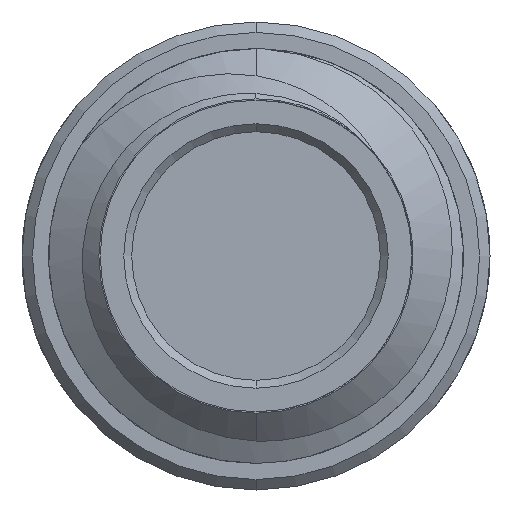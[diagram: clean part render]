
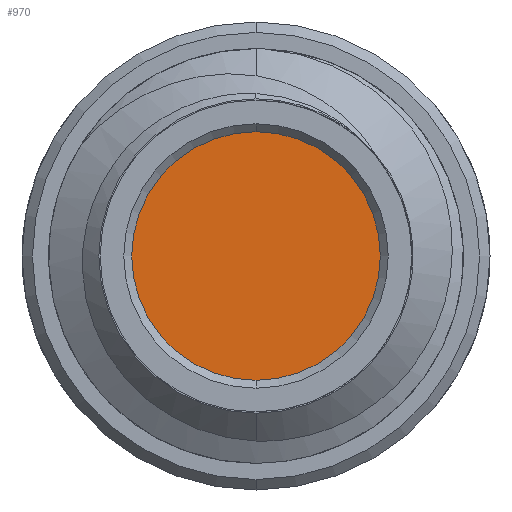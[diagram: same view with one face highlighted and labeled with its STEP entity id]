
A CAD part, front view. The second image highlights one B-rep face of the part: STEP entity #970.
In plain terms, the highlighted planar face has unit normal (0, -1, 0).
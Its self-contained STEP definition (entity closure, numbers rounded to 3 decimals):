
#66 = AXIS2_PLACEMENT_3D ( 'NONE', #1685, #2844, #1182 ) ;
#123 = AXIS2_PLACEMENT_3D ( 'NONE', #1836, #2800, #2085 ) ;
#337 = CIRCLE ( 'NONE', #1398, 1.195 ) ;
#621 = DIRECTION ( 'NONE',  ( 0., 0., 1. ) ) ;
#677 = FACE_OUTER_BOUND ( 'NONE', #1254, .T. ) ;
#956 = ORIENTED_EDGE ( 'NONE', *, *, #3042, .F. ) ;
#970 = ADVANCED_FACE ( 'NONE', ( #677 ), #1087, .T. ) ;
#1087 = PLANE ( 'NONE',  #123 ) ;
#1182 = DIRECTION ( 'NONE',  ( 0., 0., 1. ) ) ;
#1254 = EDGE_LOOP ( 'NONE', ( #956, #1266 ) ) ;
#1266 = ORIENTED_EDGE ( 'NONE', *, *, #2321, .F. ) ;
#1398 = AXIS2_PLACEMENT_3D ( 'NONE', #2073, #2585, #621 ) ;
#1685 = CARTESIAN_POINT ( 'NONE',  ( 0., -7.449, 0. ) ) ;
#1836 = CARTESIAN_POINT ( 'NONE',  ( 0., -7.449, 0. ) ) ;
#1963 = CIRCLE ( 'NONE', #66, 1.195 ) ;
#2013 = CARTESIAN_POINT ( 'NONE',  ( 0., -7.449, 1.195 ) ) ;
#2073 = CARTESIAN_POINT ( 'NONE',  ( 0., -7.449, 0. ) ) ;
#2085 = DIRECTION ( 'NONE',  ( 0., 0., 1. ) ) ;
#2314 = VERTEX_POINT ( 'NONE', #2658 ) ;
#2321 = EDGE_CURVE ( 'NONE', #2967, #2314, #1963, .T. ) ;
#2585 = DIRECTION ( 'NONE',  ( 0., 1., 0. ) ) ;
#2658 = CARTESIAN_POINT ( 'NONE',  ( 0., -7.449, -1.195 ) ) ;
#2800 = DIRECTION ( 'NONE',  ( 0., -1., 0. ) ) ;
#2844 = DIRECTION ( 'NONE',  ( 0., 1., 0. ) ) ;
#2967 = VERTEX_POINT ( 'NONE', #2013 ) ;
#3042 = EDGE_CURVE ( 'NONE', #2314, #2967, #337, .T. ) ;
